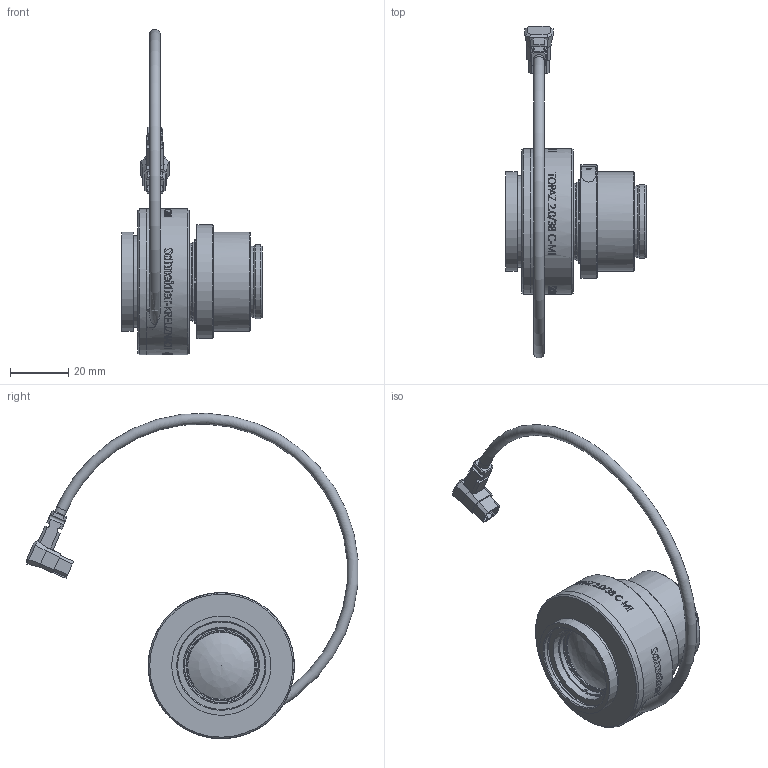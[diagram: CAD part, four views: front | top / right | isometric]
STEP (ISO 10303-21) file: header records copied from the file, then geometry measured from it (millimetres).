
FILE_DESCRIPTION(/* description */ (''),/* implementation_level */ '2;1');
FILE_NAME(/* name */ '1084666_00162213_002.stp',/* time_stamp */ '2021-09-15T16:00:03+02:00',/* author */ (''),/* organization */ (''),/* preprocessor_version */ 'ST-DEVELOPER v16',/* originating_system */ 'SIEMENS PLM Software NX 10.0',/* authorisation */ '');
FILE_SCHEMA (('AP203_CONFIGURATION_CONTROLLED_3D_DESIGN_OF_MECHANICAL_PARTS_AND_ASSEMBLIES_MIM_LF { 1 0 10303 403 2 1 2}'));
Length unit declared in the file: millimetre
Products named in the file (1): Froe65F0944Bgr75
Bounding box: 48 x 113.74 x 111.45 mm (x, y, z)
Volume: 58062.8 mm3; surface area: 20532.1 mm2
Topology: 1 solids, 9 shells, 588 faces, 1927 edges, 1490 vertices
Faces by surface type: plane 287, cylinder 222, cone 59, torus 12, sphere 4, bspline 2, revolution 2
Full cylindrical faces by diameter (mm): 0.5 x4, 1.7 x3, 1.9 x3, 2.5 x2, 2.7 x3, 2.8 x1, 3 x3, 3.7 x1, 4 x1, 4.5 x1, 18 x1, 19 x1, 19.5 x1, 19.8 x1, 22.2 x1, 23 x1, 24.2 x1, 24.4 x1, 25 x1, 25.3 x1, 25.4 x1, 25.46 x1, 26.2 x1, 26.3 x1, 27 x2, 27.2 x1, 28.5 x1, 29.96 x1, 30 x1, 30.6 x1
Entity records: 24551 total; most frequent: CARTESIAN_POINT 8826, ORIENTED_EDGE 3553, DIRECTION 2563, EDGE_CURVE 1779, VERTEX_POINT 1434, AXIS2_PLACEMENT_3D 928, EDGE_LOOP 845, B_SPLINE_CURVE_WITH_KNOTS 732
